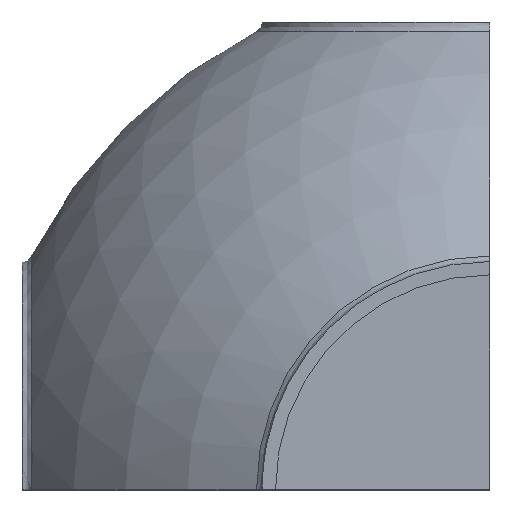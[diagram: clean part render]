
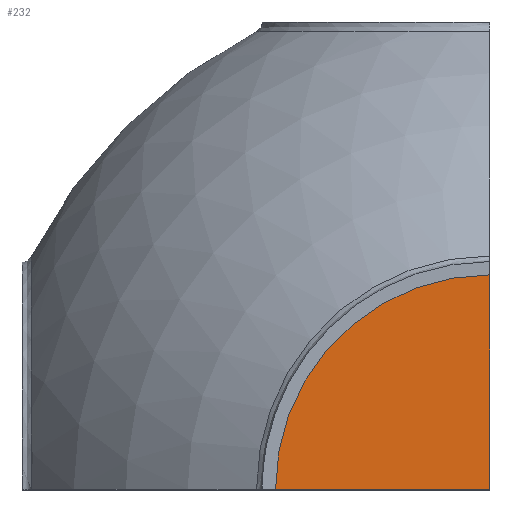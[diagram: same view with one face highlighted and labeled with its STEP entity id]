
A CAD part, top view. The second image highlights one B-rep face of the part: STEP entity #232.
In plain terms, the highlighted planar face has unit normal (0, 0, 1).
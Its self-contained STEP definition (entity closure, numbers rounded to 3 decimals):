
#21 = EDGE_CURVE('',#22,#24,#26,.T.);
#22 = VERTEX_POINT('',#23);
#23 = CARTESIAN_POINT('',(0.,0.,0.1));
#24 = VERTEX_POINT('',#25);
#25 = CARTESIAN_POINT('',(0.,0.046,0.1));
#26 = SURFACE_CURVE('',#27,(#31,#42),.PCURVE_S1.);
#27 = LINE('',#28,#29);
#28 = CARTESIAN_POINT('',(0.,0.1,0.1));
#29 = VECTOR('',#30,1.);
#30 = DIRECTION('',(0.,1.,0.));
#31 = PCURVE('',#32,#37);
#32 = B_SPLINE_SURFACE_WITH_KNOTS('',1,1,(
    (#33,#34)
    ,(#35,#36
    )),.UNSPECIFIED.,.F.,.F.,.F.,(2,2),(2,2),(0.25,0.306),(0.25
    ,0.306),.PIECEWISE_BEZIER_KNOTS.);
#33 = CARTESIAN_POINT('',(0.,0.,0.));
#34 = CARTESIAN_POINT('',(0.,0.,0.1));
#35 = CARTESIAN_POINT('',(0.,0.1,0.));
#36 = CARTESIAN_POINT('',(0.,0.1,0.1));
#37 = DEFINITIONAL_REPRESENTATION('',(#38),#41);
#38 = B_SPLINE_CURVE_WITH_KNOTS('',1,(#39,#40),.UNSPECIFIED.,.F.,.F.,(2,
    2),(-0.1,-0.054),.PIECEWISE_BEZIER_KNOTS.);
#39 = CARTESIAN_POINT('',(0.25,0.306));
#40 = CARTESIAN_POINT('',(0.275,0.306));
#41 = ( GEOMETRIC_REPRESENTATION_CONTEXT(2) 
PARAMETRIC_REPRESENTATION_CONTEXT() REPRESENTATION_CONTEXT('2D SPACE',''
  ) );
#42 = PCURVE('',#43,#48);
#43 = PLANE('',#44);
#44 = AXIS2_PLACEMENT_3D('',#45,#46,#47);
#45 = CARTESIAN_POINT('',(0.1,0.1,0.1));
#46 = DIRECTION('',(0.,0.,1.));
#47 = DIRECTION('',(-1.,0.,0.));
#48 = DEFINITIONAL_REPRESENTATION('',(#49),#53);
#49 = LINE('',#50,#51);
#50 = CARTESIAN_POINT('',(0.1,0.));
#51 = VECTOR('',#52,1.);
#52 = DIRECTION('',(0.,-1.));
#53 = ( GEOMETRIC_REPRESENTATION_CONTEXT(2) 
PARAMETRIC_REPRESENTATION_CONTEXT() REPRESENTATION_CONTEXT('2D SPACE',''
  ) );
#70 = B_SPLINE_SURFACE_WITH_KNOTS('',1,1,(
    (#71,#72)
    ,(#73,#74
    )),.UNSPECIFIED.,.F.,.F.,.F.,(2,2),(2,2),(0.25,0.306),(
    0.194,0.25),.PIECEWISE_BEZIER_KNOTS.);
#71 = CARTESIAN_POINT('',(-0.1,0.,0.));
#72 = CARTESIAN_POINT('',(0.,0.,0.));
#73 = CARTESIAN_POINT('',(-0.1,0.,0.1));
#74 = CARTESIAN_POINT('',(0.,0.,0.1));
#232 = ADVANCED_FACE('',(#233),#43,.T.);
#233 = FACE_BOUND('',#234,.T.);
#234 = EDGE_LOOP('',(#235,#257,#258));
#235 = ORIENTED_EDGE('',*,*,#236,.F.);
#236 = EDGE_CURVE('',#22,#237,#239,.T.);
#237 = VERTEX_POINT('',#238);
#238 = CARTESIAN_POINT('',(-0.046,0.,0.1));
#239 = SURFACE_CURVE('',#240,(#244,#251),.PCURVE_S1.);
#240 = LINE('',#241,#242);
#241 = CARTESIAN_POINT('',(0.1,0.,0.1));
#242 = VECTOR('',#243,1.);
#243 = DIRECTION('',(-1.,0.,0.));
#244 = PCURVE('',#43,#245);
#245 = DEFINITIONAL_REPRESENTATION('',(#246),#250);
#246 = LINE('',#247,#248);
#247 = CARTESIAN_POINT('',(0.,0.1));
#248 = VECTOR('',#249,1.);
#249 = DIRECTION('',(1.,0.));
#250 = ( GEOMETRIC_REPRESENTATION_CONTEXT(2) 
PARAMETRIC_REPRESENTATION_CONTEXT() REPRESENTATION_CONTEXT('2D SPACE',''
  ) );
#251 = PCURVE('',#70,#252);
#252 = DEFINITIONAL_REPRESENTATION('',(#253),#256);
#253 = B_SPLINE_CURVE_WITH_KNOTS('',1,(#254,#255),.UNSPECIFIED.,.F.,.F.,
  (2,2),(0.1,0.146),.PIECEWISE_BEZIER_KNOTS.);
#254 = CARTESIAN_POINT('',(0.306,0.25));
#255 = CARTESIAN_POINT('',(0.306,0.225));
#256 = ( GEOMETRIC_REPRESENTATION_CONTEXT(2) 
PARAMETRIC_REPRESENTATION_CONTEXT() REPRESENTATION_CONTEXT('2D SPACE',''
  ) );
#257 = ORIENTED_EDGE('',*,*,#21,.T.);
#258 = ORIENTED_EDGE('',*,*,#259,.T.);
#259 = EDGE_CURVE('',#24,#237,#260,.T.);
#260 = SURFACE_CURVE('',#261,(#266,#273),.PCURVE_S1.);
#261 = CIRCLE('',#262,0.046);
#262 = AXIS2_PLACEMENT_3D('',#263,#264,#265);
#263 = CARTESIAN_POINT('',(0.,0.,0.1));
#264 = DIRECTION('',(0.,0.,1.));
#265 = DIRECTION('',(1.,0.,0.));
#266 = PCURVE('',#43,#267);
#267 = DEFINITIONAL_REPRESENTATION('',(#268),#272);
#268 = CIRCLE('',#269,0.046);
#269 = AXIS2_PLACEMENT_2D('',#270,#271);
#270 = CARTESIAN_POINT('',(0.1,0.1));
#271 = DIRECTION('',(-1.,0.));
#272 = ( GEOMETRIC_REPRESENTATION_CONTEXT(2) 
PARAMETRIC_REPRESENTATION_CONTEXT() REPRESENTATION_CONTEXT('2D SPACE',''
  ) );
#273 = PCURVE('',#274,#281);
#274 = ( BOUNDED_SURFACE() B_SPLINE_SURFACE(2,1,(
    (#275,#276)
    ,(#277,#278)
,(#279,#280
    )),.UNSPECIFIED.,.F.,.F.,.F.) B_SPLINE_SURFACE_WITH_KNOTS((3,3),(2,2
    ),(0.,1.),(0.,1.),.PIECEWISE_BEZIER_KNOTS.) 
GEOMETRIC_REPRESENTATION_ITEM() RATIONAL_B_SPLINE_SURFACE((
    (1.,1.)
    ,(0.707,0.707)
,(1.,1.))) REPRESENTATION_ITEM('') SURFACE() );
#275 = CARTESIAN_POINT('',(0.,0.046,0.1));
#276 = CARTESIAN_POINT('',(0.,0.049,0.1));
#277 = CARTESIAN_POINT('',(-0.046,0.046,0.1));
#278 = CARTESIAN_POINT('',(-0.049,0.049,0.1));
#279 = CARTESIAN_POINT('',(-0.046,0.,0.1));
#280 = CARTESIAN_POINT('',(-0.049,0.,0.1));
#281 = DEFINITIONAL_REPRESENTATION('',(#282),#289);
#282 = B_SPLINE_CURVE_WITH_KNOTS('',5,(#283,#284,#285,#286,#287,#288),
  .UNSPECIFIED.,.F.,.F.,(6,6),(1.571,3.142),
  .PIECEWISE_BEZIER_KNOTS.);
#283 = CARTESIAN_POINT('',(0.,0.));
#284 = CARTESIAN_POINT('',(0.222,0.));
#285 = CARTESIAN_POINT('',(0.408,0.));
#286 = CARTESIAN_POINT('',(0.592,0.));
#287 = CARTESIAN_POINT('',(0.778,0.));
#288 = CARTESIAN_POINT('',(1.,0.));
#289 = ( GEOMETRIC_REPRESENTATION_CONTEXT(2) 
PARAMETRIC_REPRESENTATION_CONTEXT() REPRESENTATION_CONTEXT('2D SPACE',''
  ) );
